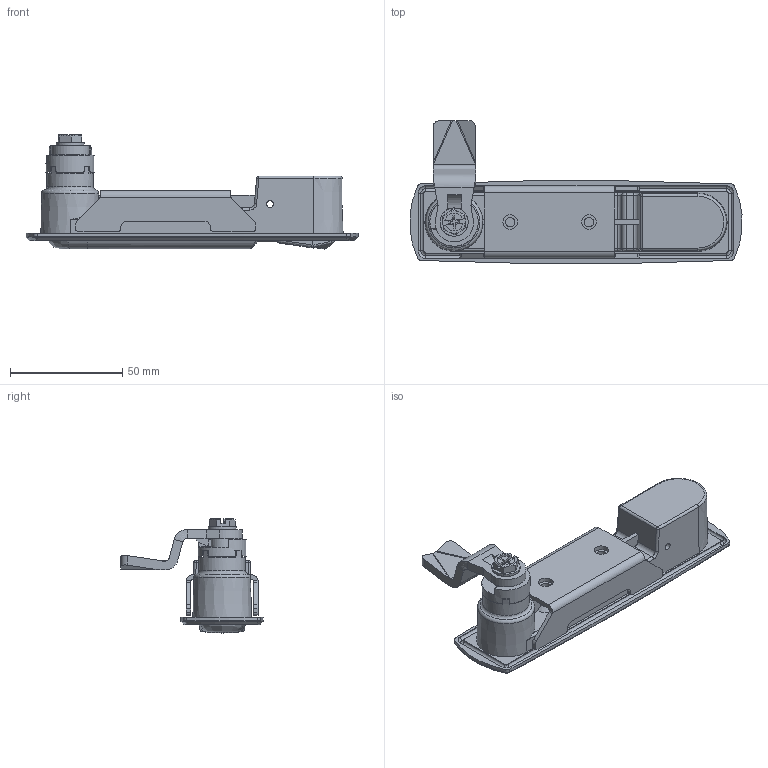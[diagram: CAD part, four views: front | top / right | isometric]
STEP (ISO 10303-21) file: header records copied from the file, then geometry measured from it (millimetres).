
FILE_DESCRIPTION(('STEP AP203'),'1');
FILE_NAME('508.12.12.01.62.step','2016-09-01T05:47:29',(' '),(' '),'Spatial InterOp 3D',' ',' ');
FILE_SCHEMA(('CONFIG_CONTROL_DESIGN'));
Length unit declared in the file: millimetre
Products named in the file (9): 1; 2; 3; 4; 5; 6; 7; 8; 9
Bounding box: 147.72 x 63.49 x 50.74 mm (x, y, z)
Volume: 67750.7 mm3; surface area: 54229.9 mm2
Topology: 9 solids, 9 shells, 894 faces, 2360 edges, 1490 vertices
Faces by surface type: plane 494, cylinder 226, bspline 62, torus 58, cone 34, sphere 16, extrusion 4
Full cylindrical faces by diameter (mm): 3.1 x2, 3.5 x1, 4.2 x6, 5.2 x2, 6 x1, 6.5 x2, 9.8 x1, 10 x2, 12.2 x1, 12.5 x1, 13 x1, 13.5 x1, 16 x1, 16.2 x1, 17.5 x1, 20.5 x1, 20.7 x1, 21.5 x1, 21.8 x1, 22 x1
Entity records: 32294 total; most frequent: CARTESIAN_POINT 9990, DIRECTION 4606, ORIENTED_EDGE 4584, EDGE_CURVE 2292, AXIS2_PLACEMENT_3D 1648, VERTEX_POINT 1472, VECTOR 1310, LINE 1306
